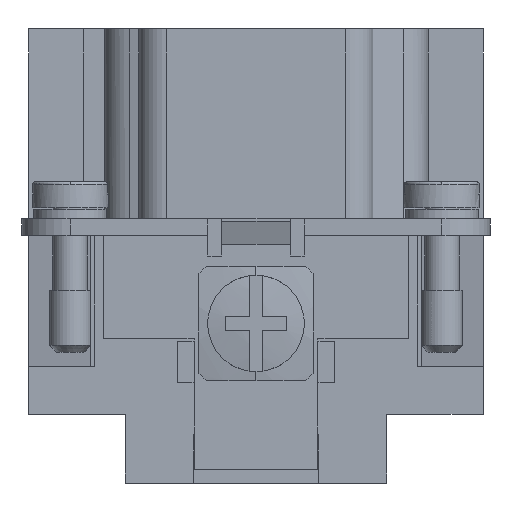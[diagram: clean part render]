
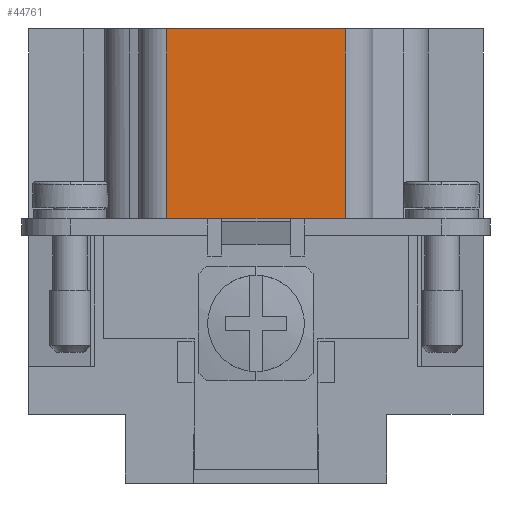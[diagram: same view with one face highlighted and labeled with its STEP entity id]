
A CAD part, left-side view. The second image highlights one B-rep face of the part: STEP entity #44761.
In plain terms, the highlighted planar face has unit normal (-1, 0, 0).
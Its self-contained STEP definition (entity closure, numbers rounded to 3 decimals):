
#41273=CARTESIAN_POINT('',(-41.5,6.5,33.0));
#41274=VERTEX_POINT('',#41273);
#41282=CARTESIAN_POINT('',(-41.5,-6.5,33.0));
#41283=VERTEX_POINT('',#41282);
#41284=CARTESIAN_POINT('',(-41.5,-6.5,33.0));
#41285=DIRECTION('',(0.0,1.0,0.0));
#41286=VECTOR('',#41285,13.);
#41287=LINE('',#41284,#41286);
#41288=EDGE_CURVE('',#41283,#41274,#41287,.T.);
#43702=CARTESIAN_POINT('',(-41.5,-3.5,19.2));
#43703=VERTEX_POINT('',#43702);
#43710=CARTESIAN_POINT('',(-41.5,3.5,19.2));
#43711=VERTEX_POINT('',#43710);
#43712=CARTESIAN_POINT('',(-41.5,3.5,19.2));
#43713=DIRECTION('',(0.0,-1.0,0.0));
#43714=VECTOR('',#43713,7.);
#43715=LINE('',#43712,#43714);
#43716=EDGE_CURVE('',#43711,#43703,#43715,.T.);
#44712=CARTESIAN_POINT('',(-41.5,-6.5,19.2));
#44713=VERTEX_POINT('',#44712);
#44714=CARTESIAN_POINT('',(-41.5,-6.5,19.2));
#44715=DIRECTION('',(0.0,0.0,1.0));
#44716=VECTOR('',#44715,13.8);
#44717=LINE('',#44714,#44716);
#44718=EDGE_CURVE('',#44713,#41283,#44717,.T.);
#44731=CARTESIAN_POINT('',(-41.5,-6.5,19.2));
#44732=DIRECTION('',(-1.0,0.0,0.0));
#44733=DIRECTION('',(0.0,0.0,1.0));
#44734=AXIS2_PLACEMENT_3D('',#44731,#44732,#44733);
#44735=PLANE('',#44734);
#44736=ORIENTED_EDGE('',*,*,#41288,.T.);
#44737=CARTESIAN_POINT('',(-41.5,6.5,19.2));
#44738=VERTEX_POINT('',#44737);
#44739=CARTESIAN_POINT('',(-41.5,6.5,19.2));
#44740=DIRECTION('',(0.0,0.0,1.0));
#44741=VECTOR('',#44740,13.8);
#44742=LINE('',#44739,#44741);
#44743=EDGE_CURVE('',#44738,#41274,#44742,.T.);
#44744=ORIENTED_EDGE('',*,*,#44743,.F.);
#44745=CARTESIAN_POINT('',(-41.5,3.5,19.2));
#44746=DIRECTION('',(0.0,1.0,0.0));
#44747=VECTOR('',#44746,3.);
#44748=LINE('',#44745,#44747);
#44749=EDGE_CURVE('',#43711,#44738,#44748,.T.);
#44750=ORIENTED_EDGE('',*,*,#44749,.F.);
#44751=ORIENTED_EDGE('',*,*,#43716,.T.);
#44752=CARTESIAN_POINT('',(-41.5,-6.5,19.2));
#44753=DIRECTION('',(0.0,1.0,0.0));
#44754=VECTOR('',#44753,3.);
#44755=LINE('',#44752,#44754);
#44756=EDGE_CURVE('',#44713,#43703,#44755,.T.);
#44757=ORIENTED_EDGE('',*,*,#44756,.F.);
#44758=ORIENTED_EDGE('',*,*,#44718,.T.);
#44759=EDGE_LOOP('',(#44736,#44744,#44750,#44751,#44757,#44758));
#44760=FACE_OUTER_BOUND('',#44759,.T.);
#44761=ADVANCED_FACE('',(#44760),#44735,.T.);
